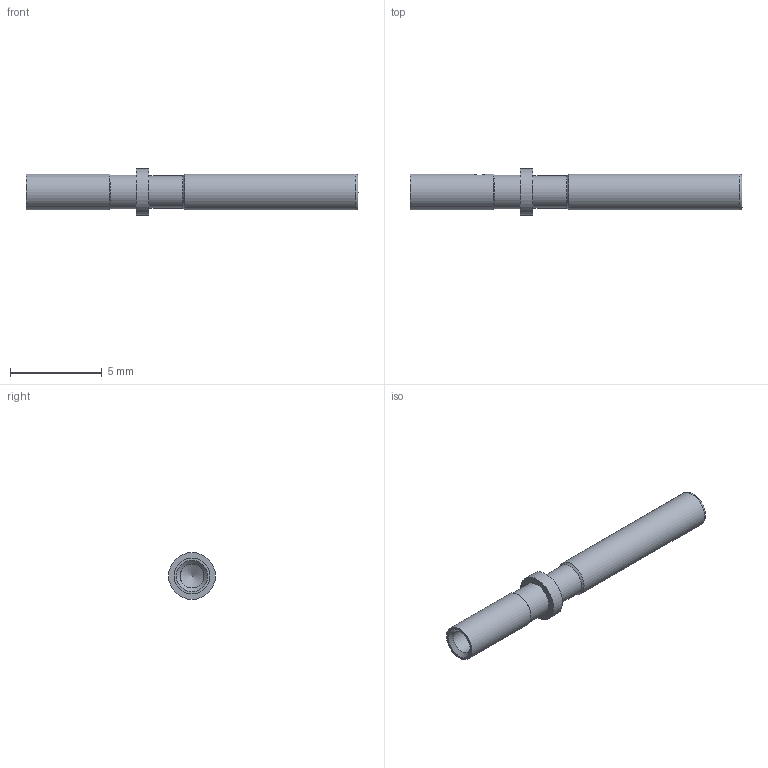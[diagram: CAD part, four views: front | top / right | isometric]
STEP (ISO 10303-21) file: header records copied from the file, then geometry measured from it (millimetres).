
FILE_DESCRIPTION(/* description */ (''),/* implementation_level */ '2;1');
FILE_NAME(/* name */ 'AT62-201-20141.stp',/* time_stamp */ '2016-10-12T15:45:18+02:00',/* author */ (''),/* organization */ (''),/* preprocessor_version */ 'ST-DEVELOPER v15',/* originating_system */ 'SIEMENS PLM Software NX 9.0',/* authorisation */ '');
FILE_SCHEMA (('CONFIG_CONTROL_DESIGN'));
Length unit declared in the file: millimetre
Products named in the file (1): at62-201-20141nxs001-01
Bounding box: 18.1 x 2.55 x 2.55 mm (x, y, z)
Volume: 37.9 mm3; surface area: 240.2 mm2
Topology: 1 solids, 2 shells, 52 faces, 130 edges, 80 vertices
Faces by surface type: cylinder 19, plane 16, cone 11, torus 6
Full cylindrical faces by diameter (mm): 0.7 x1, 1.1 x1, 1.3 x1, 1.45 x1, 1.48 x1, 1.6 x1, 1.76 x1, 1.85 x1, 1.95 x1, 1.96 x1, 2.55 x1
Entity records: 1604 total; most frequent: CARTESIAN_POINT 438, DIRECTION 230, ORIENTED_EDGE 190, AXIS2_PLACEMENT_3D 99, EDGE_CURVE 95, EDGE_LOOP 78, VERTEX_POINT 71, FACE_BOUND 54
